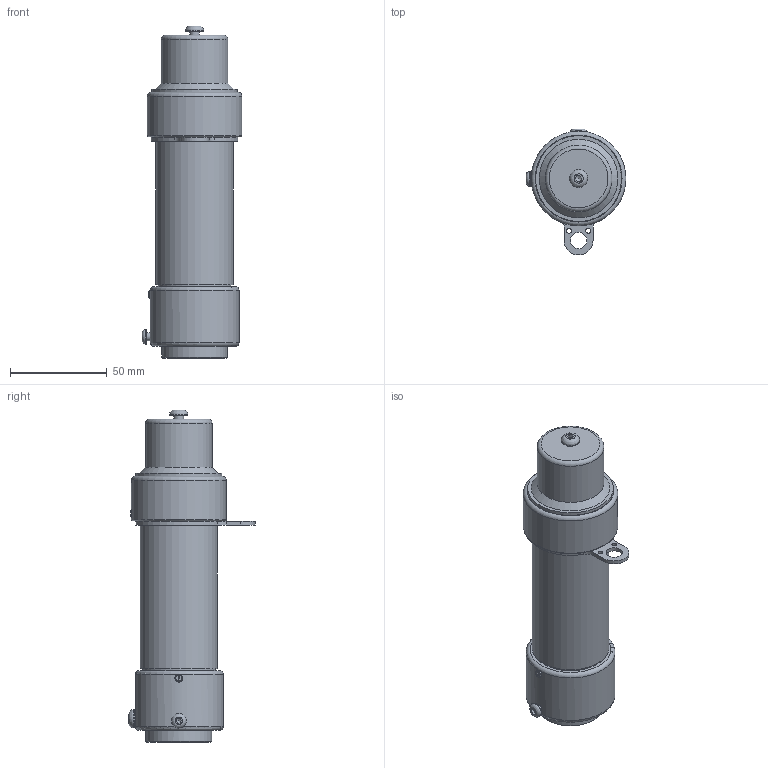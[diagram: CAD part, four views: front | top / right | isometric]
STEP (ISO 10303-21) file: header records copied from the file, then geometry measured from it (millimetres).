
FILE_DESCRIPTION(/* description */ (''),/* implementation_level */ '2;1');
FILE_NAME(/* name */ 'ControlEx Exd-25-S-CP.stp',/* time_stamp */ '2022-11-18T12:17:04+00:00',/* author */ ('areid2'),/* organization */ (''),/* preprocessor_version */ 'ST-DEVELOPER v18.1',/* originating_system */ 'Autodesk Inventor 2020',/* authorisation */ '');
FILE_SCHEMA (('AUTOMOTIVE_DESIGN { 1 0 10303 214 3 1 1 }'));
Length unit declared in the file: millimetre
Products named in the file (1): Part3
Bounding box: 51.7 x 65.35 x 171.84 mm (x, y, z)
Volume: 219960.9 mm3; surface area: 34694.6 mm2
Topology: 1 solids, 1 shells, 126 faces, 342 edges, 240 vertices
Faces by surface type: plane 59, cylinder 41, cone 15, torus 8, bspline 3
Full cylindrical faces by diameter (mm): 2.5 x2, 4 x4, 5 x2, 7.6 x1, 8.5 x1, 9.5 x2, 23.5 x1, 34 x1, 34.5 x1, 34.6 x1, 36.5 x1, 37 x1, 37.6 x1, 38 x1, 38.5 x1, 40 x1, 44.45 x1, 49 x1
Entity records: 4611 total; most frequent: CARTESIAN_POINT 1186, DIRECTION 695, ORIENTED_EDGE 678, EDGE_CURVE 339, AXIS2_PLACEMENT_3D 290, VERTEX_POINT 240, CIRCLE 162, EDGE_LOOP 161
